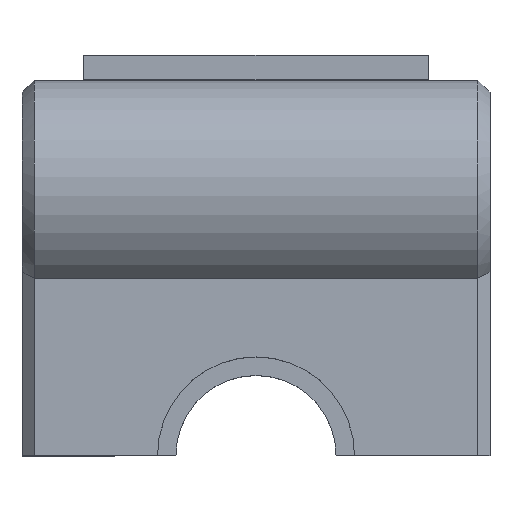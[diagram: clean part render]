
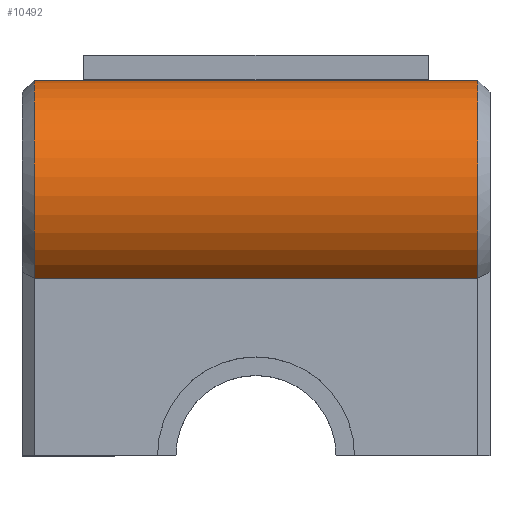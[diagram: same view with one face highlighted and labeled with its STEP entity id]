
A CAD part, top view. The second image highlights one B-rep face of the part: STEP entity #10492.
In plain terms, the highlighted cylindrical face has radius 9 mm (diameter 18 mm), a partial arc.
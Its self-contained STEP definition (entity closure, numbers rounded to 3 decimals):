
#4422 = CONICAL_SURFACE('',#4423,9.,0.785);
#4423 = AXIS2_PLACEMENT_3D('',#4424,#4425,#4426);
#4424 = CARTESIAN_POINT('',(-18.,0.,45.));
#4425 = DIRECTION('',(1.,0.,0.));
#4426 = DIRECTION('',(0.,0.998,
    0.056));
#4450 = PLANE('',#4451);
#4451 = AXIS2_PLACEMENT_3D('',#4452,#4453,#4454);
#4452 = CARTESIAN_POINT('',(-19.,0.,45.5));
#4453 = DIRECTION('',(0.,0.,1.));
#4454 = DIRECTION('',(1.,0.,0.));
#5253 = CONICAL_SURFACE('',#5254,9.,0.785);
#5254 = AXIS2_PLACEMENT_3D('',#5255,#5256,#5257);
#5255 = CARTESIAN_POINT('',(18.,0.,45.));
#5256 = DIRECTION('',(-1.,0.,0.));
#5257 = DIRECTION('',(0.,0.998,0.056));
#6629 = VERTEX_POINT('',#6630);
#6630 = CARTESIAN_POINT('',(18.,8.986,45.5));
#6655 = EDGE_CURVE('',#6656,#6629,#6658,.T.);
#6656 = VERTEX_POINT('',#6657);
#6657 = CARTESIAN_POINT('',(-18.,8.986,45.5));
#6658 = SURFACE_CURVE('',#6659,(#6663,#6669),.PCURVE_S1.);
#6659 = LINE('',#6660,#6661);
#6660 = CARTESIAN_POINT('',(-19.,8.986,45.5));
#6661 = VECTOR('',#6662,1.);
#6662 = DIRECTION('',(1.,0.,0.));
#6663 = PCURVE('',#4450,#6664);
#6664 = DEFINITIONAL_REPRESENTATION('',(#6665),#6668);
#6665 = B_SPLINE_CURVE_WITH_KNOTS('',1,(#6666,#6667),.UNSPECIFIED.,.F.,
  .F.,(2,2),(0.,38.),.PIECEWISE_BEZIER_KNOTS.);
#6666 = CARTESIAN_POINT('',(0.,8.986));
#6667 = CARTESIAN_POINT('',(38.,8.986));
#6668 = ( GEOMETRIC_REPRESENTATION_CONTEXT(2) 
PARAMETRIC_REPRESENTATION_CONTEXT() REPRESENTATION_CONTEXT('2D SPACE',''
  ) );
#6669 = PCURVE('',#6670,#6675);
#6670 = CYLINDRICAL_SURFACE('',#6671,9.);
#6671 = AXIS2_PLACEMENT_3D('',#6672,#6673,#6674);
#6672 = CARTESIAN_POINT('',(-19.,0.,45.));
#6673 = DIRECTION('',(1.,0.,0.));
#6674 = DIRECTION('',(0.,0.,-1.));
#6675 = DEFINITIONAL_REPRESENTATION('',(#6676),#6679);
#6676 = B_SPLINE_CURVE_WITH_KNOTS('',1,(#6677,#6678),.UNSPECIFIED.,.F.,
  .F.,(2,2),(0.,38.),.PIECEWISE_BEZIER_KNOTS.);
#6677 = CARTESIAN_POINT('',(1.626,0.));
#6678 = CARTESIAN_POINT('',(1.626,38.));
#6679 = ( GEOMETRIC_REPRESENTATION_CONTEXT(2) 
PARAMETRIC_REPRESENTATION_CONTEXT() REPRESENTATION_CONTEXT('2D SPACE',''
  ) );
#6766 = VERTEX_POINT('',#6767);
#6767 = CARTESIAN_POINT('',(-18.,-7.124,50.5));
#6792 = EDGE_CURVE('',#6656,#6766,#6793,.T.);
#6793 = SURFACE_CURVE('',#6794,(#6799,#6806),.PCURVE_S1.);
#6794 = CIRCLE('',#6795,9.);
#6795 = AXIS2_PLACEMENT_3D('',#6796,#6797,#6798);
#6796 = CARTESIAN_POINT('',(-18.,0.,45.));
#6797 = DIRECTION('',(1.,0.,0.));
#6798 = DIRECTION('',(0.,0.998,
    0.056));
#6799 = PCURVE('',#4422,#6800);
#6800 = DEFINITIONAL_REPRESENTATION('',(#6801),#6805);
#6801 = LINE('',#6802,#6803);
#6802 = CARTESIAN_POINT('',(0.,0.));
#6803 = VECTOR('',#6804,1.);
#6804 = DIRECTION('',(1.,0.));
#6805 = ( GEOMETRIC_REPRESENTATION_CONTEXT(2) 
PARAMETRIC_REPRESENTATION_CONTEXT() REPRESENTATION_CONTEXT('2D SPACE',''
  ) );
#6806 = PCURVE('',#6670,#6807);
#6807 = DEFINITIONAL_REPRESENTATION('',(#6808),#6812);
#6808 = LINE('',#6809,#6810);
#6809 = CARTESIAN_POINT('',(1.626,1.));
#6810 = VECTOR('',#6811,1.);
#6811 = DIRECTION('',(1.,0.));
#6812 = ( GEOMETRIC_REPRESENTATION_CONTEXT(2) 
PARAMETRIC_REPRESENTATION_CONTEXT() REPRESENTATION_CONTEXT('2D SPACE',''
  ) );
#6905 = PLANE('',#6906);
#6906 = AXIS2_PLACEMENT_3D('',#6907,#6908,#6909);
#6907 = CARTESIAN_POINT('',(-19.,-21.5,50.5));
#6908 = DIRECTION('',(0.,0.,1.));
#6909 = DIRECTION('',(1.,0.,0.));
#9652 = VERTEX_POINT('',#9653);
#9653 = CARTESIAN_POINT('',(18.,-7.124,50.5));
#9678 = EDGE_CURVE('',#6629,#9652,#9679,.T.);
#9679 = SURFACE_CURVE('',#9680,(#9685,#9692),.PCURVE_S1.);
#9680 = CIRCLE('',#9681,9.);
#9681 = AXIS2_PLACEMENT_3D('',#9682,#9683,#9684);
#9682 = CARTESIAN_POINT('',(18.,0.,45.));
#9683 = DIRECTION('',(1.,0.,-0.));
#9684 = DIRECTION('',(0.,0.998,0.056));
#9685 = PCURVE('',#5253,#9686);
#9686 = DEFINITIONAL_REPRESENTATION('',(#9687),#9691);
#9687 = LINE('',#9688,#9689);
#9688 = CARTESIAN_POINT('',(-0.,0.));
#9689 = VECTOR('',#9690,1.);
#9690 = DIRECTION('',(-1.,0.));
#9691 = ( GEOMETRIC_REPRESENTATION_CONTEXT(2) 
PARAMETRIC_REPRESENTATION_CONTEXT() REPRESENTATION_CONTEXT('2D SPACE',''
  ) );
#9692 = PCURVE('',#6670,#9693);
#9693 = DEFINITIONAL_REPRESENTATION('',(#9694),#9698);
#9694 = LINE('',#9695,#9696);
#9695 = CARTESIAN_POINT('',(1.626,37.));
#9696 = VECTOR('',#9697,1.);
#9697 = DIRECTION('',(1.,0.));
#9698 = ( GEOMETRIC_REPRESENTATION_CONTEXT(2) 
PARAMETRIC_REPRESENTATION_CONTEXT() REPRESENTATION_CONTEXT('2D SPACE',''
  ) );
#10492 = ADVANCED_FACE('',(#10493),#6670,.T.);
#10493 = FACE_BOUND('',#10494,.T.);
#10494 = EDGE_LOOP('',(#10495,#10514,#10515,#10516));
#10495 = ORIENTED_EDGE('',*,*,#10496,.T.);
#10496 = EDGE_CURVE('',#6766,#9652,#10497,.T.);
#10497 = SURFACE_CURVE('',#10498,(#10502,#10508),.PCURVE_S1.);
#10498 = LINE('',#10499,#10500);
#10499 = CARTESIAN_POINT('',(-19.,-7.124,50.5));
#10500 = VECTOR('',#10501,1.);
#10501 = DIRECTION('',(1.,0.,0.));
#10502 = PCURVE('',#6670,#10503);
#10503 = DEFINITIONAL_REPRESENTATION('',(#10504),#10507);
#10504 = B_SPLINE_CURVE_WITH_KNOTS('',1,(#10505,#10506),.UNSPECIFIED.,
  .F.,.F.,(2,2),(0.,38.),
  .PIECEWISE_BEZIER_KNOTS.);
#10505 = CARTESIAN_POINT('',(4.055,0.));
#10506 = CARTESIAN_POINT('',(4.055,38.));
#10507 = ( GEOMETRIC_REPRESENTATION_CONTEXT(2) 
PARAMETRIC_REPRESENTATION_CONTEXT() REPRESENTATION_CONTEXT('2D SPACE',''
  ) );
#10508 = PCURVE('',#6905,#10509);
#10509 = DEFINITIONAL_REPRESENTATION('',(#10510),#10513);
#10510 = B_SPLINE_CURVE_WITH_KNOTS('',1,(#10511,#10512),.UNSPECIFIED.,
  .F.,.F.,(2,2),(0.,38.),
  .PIECEWISE_BEZIER_KNOTS.);
#10511 = CARTESIAN_POINT('',(0.,14.376));
#10512 = CARTESIAN_POINT('',(38.,14.376));
#10513 = ( GEOMETRIC_REPRESENTATION_CONTEXT(2) 
PARAMETRIC_REPRESENTATION_CONTEXT() REPRESENTATION_CONTEXT('2D SPACE',''
  ) );
#10514 = ORIENTED_EDGE('',*,*,#9678,.F.);
#10515 = ORIENTED_EDGE('',*,*,#6655,.F.);
#10516 = ORIENTED_EDGE('',*,*,#6792,.T.);
